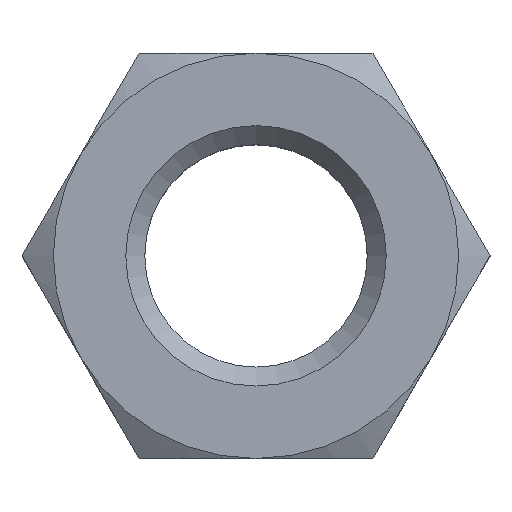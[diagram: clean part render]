
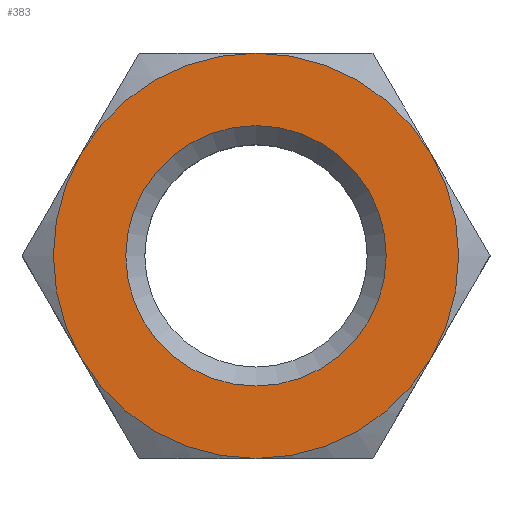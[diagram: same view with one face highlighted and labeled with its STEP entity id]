
A CAD part, top view. The second image highlights one B-rep face of the part: STEP entity #383.
In plain terms, the highlighted planar face has unit normal (0, 0, 1).
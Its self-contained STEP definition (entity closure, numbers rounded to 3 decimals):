
#95=CIRCLE('',#422,5.141);
#96=CIRCLE('',#423,8.);
#97=CIRCLE('',#424,8.);
#98=CIRCLE('',#425,8.);
#99=CIRCLE('',#426,8.);
#100=CIRCLE('',#427,8.);
#101=CIRCLE('',#428,8.);
#160=ORIENTED_EDGE('',*,*,#246,.T.);
#161=ORIENTED_EDGE('',*,*,#247,.F.);
#162=ORIENTED_EDGE('',*,*,#248,.F.);
#163=ORIENTED_EDGE('',*,*,#249,.F.);
#164=ORIENTED_EDGE('',*,*,#250,.F.);
#165=ORIENTED_EDGE('',*,*,#251,.F.);
#166=ORIENTED_EDGE('',*,*,#252,.F.);
#246=EDGE_CURVE('',#286,#286,#95,.F.);
#247=EDGE_CURVE('',#282,#261,#96,.T.);
#248=EDGE_CURVE('',#279,#282,#97,.T.);
#249=EDGE_CURVE('',#275,#279,#98,.T.);
#250=EDGE_CURVE('',#271,#275,#99,.T.);
#251=EDGE_CURVE('',#267,#271,#100,.T.);
#252=EDGE_CURVE('',#261,#267,#101,.T.);
#261=VERTEX_POINT('',#598);
#267=VERTEX_POINT('',#623);
#271=VERTEX_POINT('',#645);
#275=VERTEX_POINT('',#667);
#279=VERTEX_POINT('',#689);
#282=VERTEX_POINT('',#710);
#286=VERTEX_POINT('',#731);
#320=EDGE_LOOP('',(#160));
#321=EDGE_LOOP('',(#161,#162,#163,#164,#165,#166));
#348=FACE_BOUND('',#320,.T.);
#349=FACE_BOUND('',#321,.T.);
#374=PLANE('',#421);
#383=ADVANCED_FACE('',(#348,#349),#374,.T.);
#421=AXIS2_PLACEMENT_3D('',#729,#495,#496);
#422=AXIS2_PLACEMENT_3D('',#730,#497,#498);
#423=AXIS2_PLACEMENT_3D('',#732,#499,#500);
#424=AXIS2_PLACEMENT_3D('',#733,#501,#502);
#425=AXIS2_PLACEMENT_3D('',#734,#503,#504);
#426=AXIS2_PLACEMENT_3D('',#735,#505,#506);
#427=AXIS2_PLACEMENT_3D('',#736,#507,#508);
#428=AXIS2_PLACEMENT_3D('',#737,#509,#510);
#495=DIRECTION('',(0.,0.,1.));
#496=DIRECTION('',(1.,0.,0.));
#497=DIRECTION('',(0.,0.,1.));
#498=DIRECTION('',(1.,0.,0.));
#499=DIRECTION('',(0.,0.,-1.));
#500=DIRECTION('',(-1.,0.,0.));
#501=DIRECTION('',(0.,0.,-1.));
#502=DIRECTION('',(-1.,0.,0.));
#503=DIRECTION('',(0.,0.,-1.));
#504=DIRECTION('',(-1.,0.,0.));
#505=DIRECTION('',(0.,0.,-1.));
#506=DIRECTION('',(-1.,0.,0.));
#507=DIRECTION('',(0.,0.,-1.));
#508=DIRECTION('',(-1.,0.,0.));
#509=DIRECTION('',(0.,0.,-1.));
#510=DIRECTION('',(-1.,0.,0.));
#598=CARTESIAN_POINT('',(0.,8.,8.4));
#623=CARTESIAN_POINT('',(6.928,4.,8.4));
#645=CARTESIAN_POINT('',(6.928,-4.,8.4));
#667=CARTESIAN_POINT('',(0.,-8.,8.4));
#689=CARTESIAN_POINT('',(-6.928,-4.,8.4));
#710=CARTESIAN_POINT('',(-6.928,4.,8.4));
#729=CARTESIAN_POINT('',(0.,0.,8.4));
#730=CARTESIAN_POINT('',(0.,0.,8.4));
#731=CARTESIAN_POINT('',(5.141,0.,8.4));
#732=CARTESIAN_POINT('',(0.,0.,8.4));
#733=CARTESIAN_POINT('',(0.,0.,8.4));
#734=CARTESIAN_POINT('',(0.,0.,8.4));
#735=CARTESIAN_POINT('',(0.,0.,8.4));
#736=CARTESIAN_POINT('',(0.,0.,8.4));
#737=CARTESIAN_POINT('',(0.,0.,8.4));
